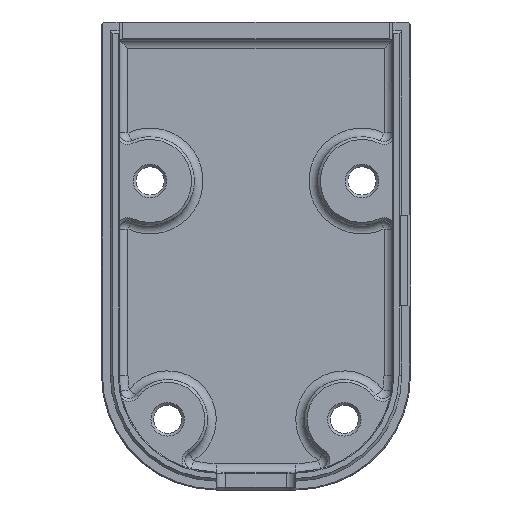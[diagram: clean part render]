
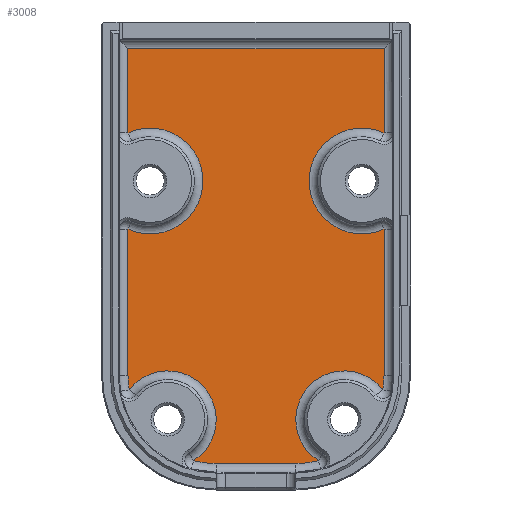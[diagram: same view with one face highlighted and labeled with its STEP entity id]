
A CAD part, top view. The second image highlights one B-rep face of the part: STEP entity #3008.
In plain terms, the highlighted planar face has unit normal (0, 0, 1).
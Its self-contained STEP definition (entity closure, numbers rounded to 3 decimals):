
#294=CIRCLE('',#3255,10.);
#305=CIRCLE('',#3273,10.);
#307=CIRCLE('',#3277,10.);
#315=CIRCLE('',#3288,10.);
#317=CIRCLE('',#3293,5.5);
#319=CIRCLE('',#3296,6.);
#321=CIRCLE('',#3302,5.5);
#323=CIRCLE('',#3310,6.);
#487=FACE_OUTER_BOUND('',#674,.T.);
#674=EDGE_LOOP('',(#2657,#2658,#2659,#2660,#2661,#2662,#2663,#2664,#2665,
#2666,#2667,#2668,#2669,#2670));
#908=LINE('',#5449,#1155);
#909=LINE('',#5466,#1156);
#911=LINE('',#5483,#1158);
#912=LINE('',#5503,#1159);
#918=LINE('',#5524,#1165);
#920=LINE('',#5529,#1167);
#1155=VECTOR('',#3974,10.);
#1156=VECTOR('',#3997,10.);
#1158=VECTOR('',#4021,10.);
#1159=VECTOR('',#4050,10.);
#1165=VECTOR('',#4084,10.);
#1167=VECTOR('',#4092,10.);
#1429=VERTEX_POINT('',#5431);
#1430=VERTEX_POINT('',#5435);
#1433=VERTEX_POINT('',#5443);
#1434=VERTEX_POINT('',#5447);
#1435=VERTEX_POINT('',#5453);
#1437=VERTEX_POINT('',#5459);
#1439=VERTEX_POINT('',#5465);
#1441=VERTEX_POINT('',#5473);
#1442=VERTEX_POINT('',#5477);
#1443=VERTEX_POINT('',#5481);
#1445=VERTEX_POINT('',#5489);
#1446=VERTEX_POINT('',#5493);
#1448=VERTEX_POINT('',#5499);
#1449=VERTEX_POINT('',#5523);
#1829=EDGE_CURVE('',#1430,#1434,#908,.T.);
#1830=EDGE_CURVE('',#1434,#1433,#294,.T.);
#1837=EDGE_CURVE('',#1437,#1439,#909,.T.);
#1844=EDGE_CURVE('',#1435,#1442,#305,.T.);
#1846=EDGE_CURVE('',#1442,#1443,#911,.T.);
#1847=EDGE_CURVE('',#1443,#1441,#307,.T.);
#1855=EDGE_CURVE('',#1446,#1448,#315,.T.);
#1856=EDGE_CURVE('',#1448,#1445,#912,.T.);
#1859=EDGE_CURVE('',#1441,#1446,#317,.T.);
#1861=EDGE_CURVE('',#1445,#1437,#319,.T.);
#1866=EDGE_CURVE('',#1433,#1435,#321,.T.);
#1868=EDGE_CURVE('',#1439,#1449,#918,.T.);
#1871=EDGE_CURVE('',#1449,#1429,#920,.T.);
#1874=EDGE_CURVE('',#1429,#1430,#323,.T.);
#2657=ORIENTED_EDGE('',*,*,#1855,.F.);
#2658=ORIENTED_EDGE('',*,*,#1859,.F.);
#2659=ORIENTED_EDGE('',*,*,#1847,.F.);
#2660=ORIENTED_EDGE('',*,*,#1846,.F.);
#2661=ORIENTED_EDGE('',*,*,#1844,.F.);
#2662=ORIENTED_EDGE('',*,*,#1866,.F.);
#2663=ORIENTED_EDGE('',*,*,#1830,.F.);
#2664=ORIENTED_EDGE('',*,*,#1829,.F.);
#2665=ORIENTED_EDGE('',*,*,#1874,.F.);
#2666=ORIENTED_EDGE('',*,*,#1871,.F.);
#2667=ORIENTED_EDGE('',*,*,#1868,.F.);
#2668=ORIENTED_EDGE('',*,*,#1837,.F.);
#2669=ORIENTED_EDGE('',*,*,#1861,.F.);
#2670=ORIENTED_EDGE('',*,*,#1856,.F.);
#2838=PLANE('',#3315);
#3008=ADVANCED_FACE('',(#487),#2838,.T.);
#3255=AXIS2_PLACEMENT_3D('',#5451,#3977,#3978);
#3273=AXIS2_PLACEMENT_3D('',#5479,#4015,#4016);
#3277=AXIS2_PLACEMENT_3D('',#5485,#4024,#4025);
#3288=AXIS2_PLACEMENT_3D('',#5501,#4046,#4047);
#3293=AXIS2_PLACEMENT_3D('',#5508,#4058,#4059);
#3296=AXIS2_PLACEMENT_3D('',#5511,#4064,#4065);
#3302=AXIS2_PLACEMENT_3D('',#5520,#4079,#4080);
#3310=AXIS2_PLACEMENT_3D('',#5534,#4100,#4101);
#3315=AXIS2_PLACEMENT_3D('',#5546,#4115,#4116);
#3974=DIRECTION('',(0.,-1.,0.));
#3977=DIRECTION('center_axis',(0.,0.,-1.));
#3978=DIRECTION('ref_axis',(0.977,-0.215,0.));
#3997=DIRECTION('',(0.,1.,0.));
#4015=DIRECTION('center_axis',(0.,0.,-1.));
#4016=DIRECTION('ref_axis',(0.261,-0.965,0.));
#4021=DIRECTION('',(-1.,0.,0.));
#4024=DIRECTION('center_axis',(0.,0.,-1.));
#4025=DIRECTION('ref_axis',(-0.261,-0.965,0.));
#4046=DIRECTION('center_axis',(0.,0.,-1.));
#4047=DIRECTION('ref_axis',(-0.977,-0.215,0.));
#4050=DIRECTION('',(0.,1.,0.));
#4058=DIRECTION('center_axis',(0.,0.,1.));
#4059=DIRECTION('ref_axis',(0.74,0.673,0.));
#4064=DIRECTION('center_axis',(0.,0.,1.));
#4065=DIRECTION('ref_axis',(1.,0.,0.));
#4079=DIRECTION('center_axis',(0.,0.,1.));
#4080=DIRECTION('ref_axis',(-0.74,0.673,0.));
#4084=DIRECTION('',(1.,0.,0.));
#4092=DIRECTION('',(0.,-1.,0.));
#4100=DIRECTION('center_axis',(0.,0.,1.));
#4101=DIRECTION('ref_axis',(-1.,0.,0.));
#4115=DIRECTION('center_axis',(0.,0.,1.));
#4116=DIRECTION('ref_axis',(1.,0.,0.));
#5431=CARTESIAN_POINT('',(14.5,9.454,0.));
#5435=CARTESIAN_POINT('',(14.5,-1.454,0.));
#5443=CARTESIAN_POINT('',(14.363,-19.651,0.));
#5447=CARTESIAN_POINT('',(14.5,-18.,0.));
#5449=CARTESIAN_POINT('',(14.5,7.75,0.));
#5451=CARTESIAN_POINT('Origin',(4.5,-18.,0.));
#5453=CARTESIAN_POINT('',(7.081,-27.661,0.));
#5459=CARTESIAN_POINT('',(-14.5,9.454,0.));
#5465=CARTESIAN_POINT('',(-14.5,19.,0.));
#5466=CARTESIAN_POINT('',(-14.5,-11.25,0.));
#5473=CARTESIAN_POINT('',(-7.081,-27.661,0.));
#5477=CARTESIAN_POINT('',(4.5,-28.,0.));
#5479=CARTESIAN_POINT('Origin',(4.5,-18.,0.));
#5481=CARTESIAN_POINT('',(-4.5,-28.,0.));
#5483=CARTESIAN_POINT('',(2.25,-28.,0.));
#5485=CARTESIAN_POINT('Origin',(-4.5,-18.,0.));
#5489=CARTESIAN_POINT('',(-14.5,-1.454,0.));
#5493=CARTESIAN_POINT('',(-14.363,-19.651,0.));
#5499=CARTESIAN_POINT('',(-14.5,-18.,0.));
#5501=CARTESIAN_POINT('Origin',(-4.5,-18.,0.));
#5503=CARTESIAN_POINT('',(-14.5,-11.25,0.));
#5508=CARTESIAN_POINT('Origin',(-10.,-23.,0.));
#5511=CARTESIAN_POINT('Origin',(-12.,4.,0.));
#5520=CARTESIAN_POINT('Origin',(10.,-23.,0.));
#5523=CARTESIAN_POINT('',(14.5,19.,0.));
#5524=CARTESIAN_POINT('',(-7.75,19.,0.));
#5529=CARTESIAN_POINT('',(14.5,7.75,0.));
#5534=CARTESIAN_POINT('Origin',(12.,4.,0.));
#5546=CARTESIAN_POINT('Origin',(0.,-4.5,0.));
